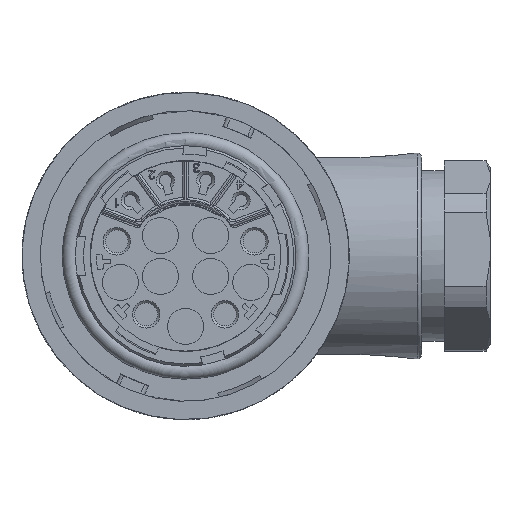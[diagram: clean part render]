
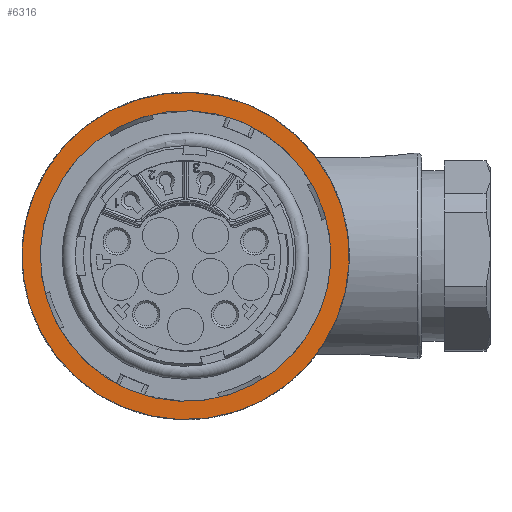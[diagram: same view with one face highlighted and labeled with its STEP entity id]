
A CAD part, left-side view. The second image highlights one B-rep face of the part: STEP entity #6316.
In plain terms, the highlighted planar face has unit normal (-1, 0, 0).
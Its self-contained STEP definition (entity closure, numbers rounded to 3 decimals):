
#2089=PLANE('',#19704);
#6316=ADVANCED_FACE('',(#6942,#6943),#2089,.T.);
#6942=FACE_BOUND('',#7906,.T.);
#6943=FACE_BOUND('',#7907,.T.);
#7906=EDGE_LOOP('',(#12582));
#7907=EDGE_LOOP('',(#12583));
#12582=ORIENTED_EDGE('',*,*,#17502,.T.);
#12583=ORIENTED_EDGE('',*,*,#17503,.F.);
#14975=VERTEX_POINT('',#31376);
#14976=VERTEX_POINT('',#31379);
#17502=EDGE_CURVE('',#14975,#14975,#18377,.T.);
#17503=EDGE_CURVE('',#14976,#14976,#18378,.T.);
#18377=CIRCLE('',#19701,19.1);
#18378=CIRCLE('',#19703,21.5);
#19701=AXIS2_PLACEMENT_3D('',#31375,#23902,#23903);
#19703=AXIS2_PLACEMENT_3D('',#31378,#23906,#23907);
#19704=AXIS2_PLACEMENT_3D('',#31380,#23908,#23909);
#23902=DIRECTION('',(1.,0.,0.));
#23903=DIRECTION('',(0.,0.924,0.382));
#23906=DIRECTION('',(1.,0.,0.));
#23907=DIRECTION('',(0.,0.924,0.382));
#23908=DIRECTION('',(-1.,0.,0.));
#23909=DIRECTION('',(0.,0.924,0.382));
#31375=CARTESIAN_POINT('',(-54.759,7.674,0.));
#31376=CARTESIAN_POINT('',(-54.759,25.327,7.293));
#31378=CARTESIAN_POINT('',(-54.759,7.674,0.));
#31379=CARTESIAN_POINT('',(-54.759,27.545,8.21));
#31380=CARTESIAN_POINT('',(-54.759,-23.122,12.603));
